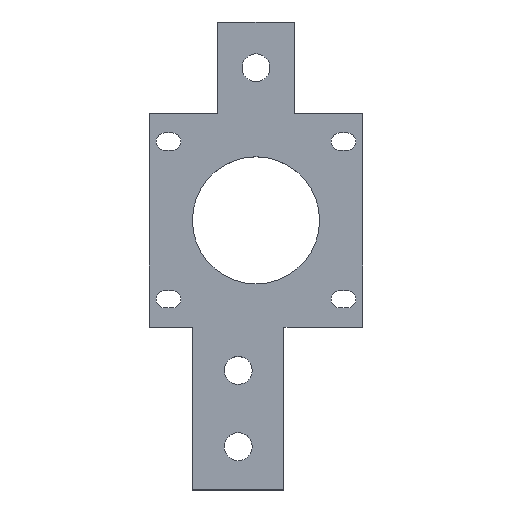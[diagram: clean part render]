
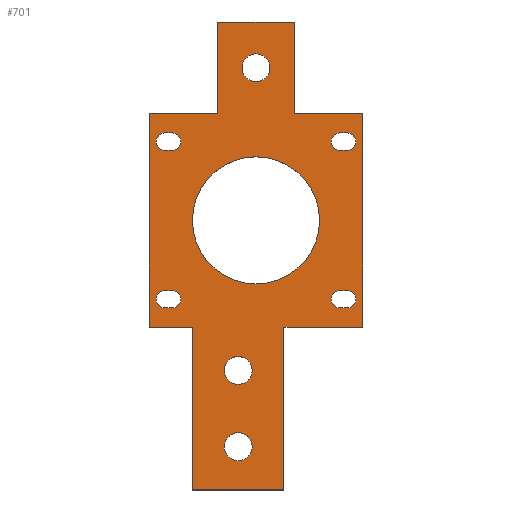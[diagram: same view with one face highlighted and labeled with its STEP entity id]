
A CAD part, top view. The second image highlights one B-rep face of the part: STEP entity #701.
In plain terms, the highlighted planar face has unit normal (0, 0, 1).
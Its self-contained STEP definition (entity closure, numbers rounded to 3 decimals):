
#15=FACE_BOUND('',#120,.T.);
#16=FACE_BOUND('',#121,.T.);
#17=FACE_BOUND('',#122,.T.);
#18=FACE_BOUND('',#123,.T.);
#19=FACE_BOUND('',#124,.T.);
#20=FACE_BOUND('',#125,.T.);
#21=FACE_BOUND('',#126,.T.);
#22=FACE_BOUND('',#127,.T.);
#51=PLANE('',#773);
#85=FACE_OUTER_BOUND('',#119,.T.);
#119=EDGE_LOOP('',(#593,#594,#595,#596,#597,#598,#599,#600,#601,#602,#603,
#604));
#120=EDGE_LOOP('',(#605));
#121=EDGE_LOOP('',(#606,#607,#608,#609));
#122=EDGE_LOOP('',(#610));
#123=EDGE_LOOP('',(#611));
#124=EDGE_LOOP('',(#612,#613,#614,#615));
#125=EDGE_LOOP('',(#616));
#126=EDGE_LOOP('',(#617,#618,#619,#620));
#127=EDGE_LOOP('',(#621,#622,#623,#624));
#138=LINE('',#975,#210);
#142=LINE('',#983,#214);
#145=LINE('',#989,#217);
#148=LINE('',#995,#220);
#153=LINE('',#1004,#225);
#156=LINE('',#1012,#228);
#160=LINE('',#1024,#232);
#165=LINE('',#1042,#237);
#169=LINE('',#1052,#241);
#173=LINE('',#1066,#245);
#177=LINE('',#1078,#249);
#183=LINE('',#1102,#255);
#187=LINE('',#1114,#259);
#191=LINE('',#1126,#263);
#194=LINE('',#1132,#266);
#197=LINE('',#1136,#269);
#199=LINE('',#1141,#271);
#202=LINE('',#1147,#274);
#205=LINE('',#1153,#277);
#208=LINE('',#1157,#280);
#210=VECTOR('',#786,10.);
#214=VECTOR('',#792,10.);
#217=VECTOR('',#797,10.);
#220=VECTOR('',#802,10.);
#225=VECTOR('',#809,10.);
#228=VECTOR('',#814,10.);
#232=VECTOR('',#826,10.);
#237=VECTOR('',#845,10.);
#241=VECTOR('',#857,10.);
#245=VECTOR('',#869,10.);
#249=VECTOR('',#881,10.);
#255=VECTOR('',#907,10.);
#259=VECTOR('',#919,10.);
#263=VECTOR('',#931,10.);
#266=VECTOR('',#936,10.);
#269=VECTOR('',#941,10.);
#271=VECTOR('',#945,10.);
#274=VECTOR('',#950,10.);
#277=VECTOR('',#955,10.);
#280=VECTOR('',#960,10.);
#282=CIRCLE('',#719,2.75);
#284=CIRCLE('',#728,1.7);
#286=CIRCLE('',#732,1.7);
#288=CIRCLE('',#735,1.7);
#290=CIRCLE('',#739,1.7);
#291=CIRCLE('',#742,12.5);
#294=CIRCLE('',#747,1.7);
#296=CIRCLE('',#751,1.7);
#297=CIRCLE('',#753,2.75);
#299=CIRCLE('',#756,2.75);
#302=CIRCLE('',#761,1.7);
#304=CIRCLE('',#765,1.7);
#306=VERTEX_POINT('',#969);
#307=VERTEX_POINT('',#973);
#308=VERTEX_POINT('',#974);
#311=VERTEX_POINT('',#982);
#313=VERTEX_POINT('',#988);
#315=VERTEX_POINT('',#994);
#318=VERTEX_POINT('',#1002);
#321=VERTEX_POINT('',#1009);
#322=VERTEX_POINT('',#1011);
#324=VERTEX_POINT('',#1017);
#326=VERTEX_POINT('',#1023);
#329=VERTEX_POINT('',#1033);
#330=VERTEX_POINT('',#1035);
#332=VERTEX_POINT('',#1041);
#334=VERTEX_POINT('',#1047);
#335=VERTEX_POINT('',#1054);
#339=VERTEX_POINT('',#1063);
#340=VERTEX_POINT('',#1065);
#342=VERTEX_POINT('',#1071);
#344=VERTEX_POINT('',#1077);
#345=VERTEX_POINT('',#1084);
#347=VERTEX_POINT('',#1090);
#351=VERTEX_POINT('',#1099);
#352=VERTEX_POINT('',#1101);
#354=VERTEX_POINT('',#1107);
#356=VERTEX_POINT('',#1113);
#359=VERTEX_POINT('',#1123);
#360=VERTEX_POINT('',#1125);
#362=VERTEX_POINT('',#1131);
#364=VERTEX_POINT('',#1140);
#366=VERTEX_POINT('',#1146);
#368=VERTEX_POINT('',#1152);
#371=EDGE_CURVE('',#306,#306,#282,.T.);
#372=EDGE_CURVE('',#307,#308,#138,.T.);
#376=EDGE_CURVE('',#308,#311,#142,.T.);
#379=EDGE_CURVE('',#311,#313,#145,.T.);
#382=EDGE_CURVE('',#315,#307,#148,.T.);
#387=EDGE_CURVE('',#313,#318,#153,.T.);
#390=EDGE_CURVE('',#322,#321,#156,.T.);
#393=EDGE_CURVE('',#324,#322,#284,.T.);
#396=EDGE_CURVE('',#326,#324,#160,.T.);
#399=EDGE_CURVE('',#321,#326,#286,.T.);
#402=EDGE_CURVE('',#330,#329,#288,.T.);
#405=EDGE_CURVE('',#332,#330,#165,.T.);
#408=EDGE_CURVE('',#334,#332,#290,.T.);
#411=EDGE_CURVE('',#329,#334,#169,.T.);
#412=EDGE_CURVE('',#335,#335,#291,.T.);
#417=EDGE_CURVE('',#340,#339,#173,.T.);
#420=EDGE_CURVE('',#342,#340,#294,.T.);
#423=EDGE_CURVE('',#344,#342,#177,.T.);
#426=EDGE_CURVE('',#339,#344,#296,.T.);
#427=EDGE_CURVE('',#345,#345,#297,.T.);
#430=EDGE_CURVE('',#347,#347,#299,.T.);
#435=EDGE_CURVE('',#352,#351,#183,.T.);
#438=EDGE_CURVE('',#354,#352,#302,.T.);
#441=EDGE_CURVE('',#356,#354,#187,.T.);
#444=EDGE_CURVE('',#351,#356,#304,.T.);
#447=EDGE_CURVE('',#360,#359,#191,.T.);
#450=EDGE_CURVE('',#362,#360,#194,.T.);
#453=EDGE_CURVE('',#318,#362,#197,.T.);
#455=EDGE_CURVE('',#364,#315,#199,.T.);
#458=EDGE_CURVE('',#366,#364,#202,.T.);
#461=EDGE_CURVE('',#368,#366,#205,.T.);
#464=EDGE_CURVE('',#359,#368,#208,.T.);
#593=ORIENTED_EDGE('',*,*,#464,.T.);
#594=ORIENTED_EDGE('',*,*,#461,.T.);
#595=ORIENTED_EDGE('',*,*,#458,.T.);
#596=ORIENTED_EDGE('',*,*,#455,.T.);
#597=ORIENTED_EDGE('',*,*,#382,.T.);
#598=ORIENTED_EDGE('',*,*,#372,.T.);
#599=ORIENTED_EDGE('',*,*,#376,.T.);
#600=ORIENTED_EDGE('',*,*,#379,.T.);
#601=ORIENTED_EDGE('',*,*,#387,.T.);
#602=ORIENTED_EDGE('',*,*,#453,.T.);
#603=ORIENTED_EDGE('',*,*,#450,.T.);
#604=ORIENTED_EDGE('',*,*,#447,.T.);
#605=ORIENTED_EDGE('',*,*,#371,.T.);
#606=ORIENTED_EDGE('',*,*,#444,.T.);
#607=ORIENTED_EDGE('',*,*,#441,.T.);
#608=ORIENTED_EDGE('',*,*,#438,.T.);
#609=ORIENTED_EDGE('',*,*,#435,.T.);
#610=ORIENTED_EDGE('',*,*,#430,.T.);
#611=ORIENTED_EDGE('',*,*,#427,.T.);
#612=ORIENTED_EDGE('',*,*,#426,.T.);
#613=ORIENTED_EDGE('',*,*,#423,.T.);
#614=ORIENTED_EDGE('',*,*,#420,.T.);
#615=ORIENTED_EDGE('',*,*,#417,.T.);
#616=ORIENTED_EDGE('',*,*,#412,.T.);
#617=ORIENTED_EDGE('',*,*,#411,.T.);
#618=ORIENTED_EDGE('',*,*,#408,.T.);
#619=ORIENTED_EDGE('',*,*,#405,.T.);
#620=ORIENTED_EDGE('',*,*,#402,.T.);
#621=ORIENTED_EDGE('',*,*,#399,.T.);
#622=ORIENTED_EDGE('',*,*,#396,.T.);
#623=ORIENTED_EDGE('',*,*,#393,.T.);
#624=ORIENTED_EDGE('',*,*,#390,.T.);
#701=ADVANCED_FACE('',(#85,#15,#16,#17,#18,#19,#20,#21,#22),#51,.T.);
#719=AXIS2_PLACEMENT_3D('',#971,#782,#783);
#728=AXIS2_PLACEMENT_3D('',#1018,#820,#821);
#732=AXIS2_PLACEMENT_3D('',#1028,#832,#833);
#735=AXIS2_PLACEMENT_3D('',#1036,#839,#840);
#739=AXIS2_PLACEMENT_3D('',#1048,#851,#852);
#742=AXIS2_PLACEMENT_3D('',#1055,#860,#861);
#747=AXIS2_PLACEMENT_3D('',#1072,#875,#876);
#751=AXIS2_PLACEMENT_3D('',#1082,#887,#888);
#753=AXIS2_PLACEMENT_3D('',#1085,#891,#892);
#756=AXIS2_PLACEMENT_3D('',#1091,#898,#899);
#761=AXIS2_PLACEMENT_3D('',#1108,#913,#914);
#765=AXIS2_PLACEMENT_3D('',#1118,#925,#926);
#773=AXIS2_PLACEMENT_3D('',#1158,#961,#962);
#782=DIRECTION('center_axis',(0.,0.,-1.));
#783=DIRECTION('ref_axis',(-1.,0.,0.));
#786=DIRECTION('',(0.,1.,0.));
#792=DIRECTION('',(-1.,0.,0.));
#797=DIRECTION('',(0.,-1.,0.));
#802=DIRECTION('',(-1.,0.,0.));
#809=DIRECTION('',(-1.,0.,0.));
#814=DIRECTION('',(-1.,0.,0.));
#820=DIRECTION('center_axis',(0.,0.,-1.));
#821=DIRECTION('ref_axis',(0.,-1.,0.));
#826=DIRECTION('',(1.,0.,0.));
#832=DIRECTION('center_axis',(0.,0.,-1.));
#833=DIRECTION('ref_axis',(0.,1.,0.));
#839=DIRECTION('center_axis',(0.,0.,-1.));
#840=DIRECTION('ref_axis',(0.,-1.,0.));
#845=DIRECTION('',(1.,0.,0.));
#851=DIRECTION('center_axis',(0.,0.,-1.));
#852=DIRECTION('ref_axis',(0.,1.,0.));
#857=DIRECTION('',(-1.,0.,0.));
#860=DIRECTION('center_axis',(0.,0.,-1.));
#861=DIRECTION('ref_axis',(1.,0.,0.));
#869=DIRECTION('',(-1.,0.,0.));
#875=DIRECTION('center_axis',(0.,0.,-1.));
#876=DIRECTION('ref_axis',(0.,-1.,0.));
#881=DIRECTION('',(1.,0.,0.));
#887=DIRECTION('center_axis',(0.,0.,-1.));
#888=DIRECTION('ref_axis',(0.,1.,0.));
#891=DIRECTION('center_axis',(0.,0.,-1.));
#892=DIRECTION('ref_axis',(1.,0.,0.));
#898=DIRECTION('center_axis',(0.,0.,-1.));
#899=DIRECTION('ref_axis',(1.,0.,0.));
#907=DIRECTION('',(1.,0.,0.));
#913=DIRECTION('center_axis',(0.,0.,-1.));
#914=DIRECTION('ref_axis',(0.,1.,0.));
#919=DIRECTION('',(-1.,0.,0.));
#925=DIRECTION('center_axis',(0.,0.,-1.));
#926=DIRECTION('ref_axis',(0.,-1.,0.));
#931=DIRECTION('',(0.,-1.,0.));
#936=DIRECTION('',(1.,0.,0.));
#941=DIRECTION('',(0.,-1.,0.));
#945=DIRECTION('',(0.,1.,0.));
#950=DIRECTION('',(1.,0.,0.));
#955=DIRECTION('',(0.,1.,0.));
#960=DIRECTION('',(1.,0.,0.));
#961=DIRECTION('center_axis',(0.,0.,1.));
#962=DIRECTION('ref_axis',(1.,0.,0.));
#969=CARTESIAN_POINT('',(2.75,30.,6.));
#971=CARTESIAN_POINT('Origin',(0.,30.,6.));
#973=CARTESIAN_POINT('',(7.5,21.,6.));
#974=CARTESIAN_POINT('',(7.5,39.,6.));
#975=CARTESIAN_POINT('',(7.5,21.,6.));
#982=CARTESIAN_POINT('',(-7.5,39.,6.));
#983=CARTESIAN_POINT('',(7.5,39.,6.));
#988=CARTESIAN_POINT('',(-7.5,21.,6.));
#989=CARTESIAN_POINT('',(-7.5,39.,6.));
#994=CARTESIAN_POINT('',(21.,21.,6.));
#995=CARTESIAN_POINT('',(-21.,21.,6.));
#1002=CARTESIAN_POINT('',(-21.,21.,6.));
#1004=CARTESIAN_POINT('',(-21.,21.,6.));
#1009=CARTESIAN_POINT('',(16.46,13.8,6.));
#1011=CARTESIAN_POINT('',(17.96,13.8,6.));
#1012=CARTESIAN_POINT('',(17.96,13.8,6.));
#1017=CARTESIAN_POINT('',(17.96,17.2,6.));
#1018=CARTESIAN_POINT('Origin',(17.96,15.5,6.));
#1023=CARTESIAN_POINT('',(16.46,17.2,6.));
#1024=CARTESIAN_POINT('',(16.46,17.2,6.));
#1028=CARTESIAN_POINT('Origin',(16.46,15.5,6.));
#1033=CARTESIAN_POINT('',(-16.46,13.8,6.));
#1035=CARTESIAN_POINT('',(-16.46,17.2,6.));
#1036=CARTESIAN_POINT('Origin',(-16.46,15.5,6.));
#1041=CARTESIAN_POINT('',(-17.96,17.2,6.));
#1042=CARTESIAN_POINT('',(-16.46,17.2,6.));
#1047=CARTESIAN_POINT('',(-17.96,13.8,6.));
#1048=CARTESIAN_POINT('Origin',(-17.96,15.5,6.));
#1052=CARTESIAN_POINT('',(-17.96,13.8,6.));
#1054=CARTESIAN_POINT('',(-12.5,0.,6.));
#1055=CARTESIAN_POINT('Origin',(0.,0.,6.));
#1063=CARTESIAN_POINT('',(16.46,-17.2,6.));
#1065=CARTESIAN_POINT('',(17.96,-17.2,6.));
#1066=CARTESIAN_POINT('',(16.46,-17.2,6.));
#1071=CARTESIAN_POINT('',(17.96,-13.8,6.));
#1072=CARTESIAN_POINT('Origin',(17.96,-15.5,6.));
#1077=CARTESIAN_POINT('',(16.46,-13.8,6.));
#1078=CARTESIAN_POINT('',(17.96,-13.8,6.));
#1082=CARTESIAN_POINT('Origin',(16.46,-15.5,6.));
#1084=CARTESIAN_POINT('',(-6.25,-29.5,6.));
#1085=CARTESIAN_POINT('Origin',(-3.5,-29.5,6.));
#1090=CARTESIAN_POINT('',(-6.25,-44.5,6.));
#1091=CARTESIAN_POINT('Origin',(-3.5,-44.5,6.));
#1099=CARTESIAN_POINT('',(-16.46,-13.8,6.));
#1101=CARTESIAN_POINT('',(-17.96,-13.8,6.));
#1102=CARTESIAN_POINT('',(-17.96,-13.8,6.));
#1107=CARTESIAN_POINT('',(-17.96,-17.2,6.));
#1108=CARTESIAN_POINT('Origin',(-17.96,-15.5,6.));
#1113=CARTESIAN_POINT('',(-16.46,-17.2,6.));
#1114=CARTESIAN_POINT('',(-16.46,-17.2,6.));
#1118=CARTESIAN_POINT('Origin',(-16.46,-15.5,6.));
#1123=CARTESIAN_POINT('',(-12.5,-53.,6.));
#1125=CARTESIAN_POINT('',(-12.5,-21.,6.));
#1126=CARTESIAN_POINT('',(-12.5,-53.,6.));
#1131=CARTESIAN_POINT('',(-21.,-21.,6.));
#1132=CARTESIAN_POINT('',(21.,-21.,6.));
#1136=CARTESIAN_POINT('',(-21.,-21.,6.));
#1140=CARTESIAN_POINT('',(21.,-21.,6.));
#1141=CARTESIAN_POINT('',(21.,21.,6.));
#1146=CARTESIAN_POINT('',(5.5,-21.,6.));
#1147=CARTESIAN_POINT('',(21.,-21.,6.));
#1152=CARTESIAN_POINT('',(5.5,-53.,6.));
#1153=CARTESIAN_POINT('',(5.5,-21.,6.));
#1157=CARTESIAN_POINT('',(5.5,-53.,6.));
#1158=CARTESIAN_POINT('Origin',(0.,-16.,6.));
